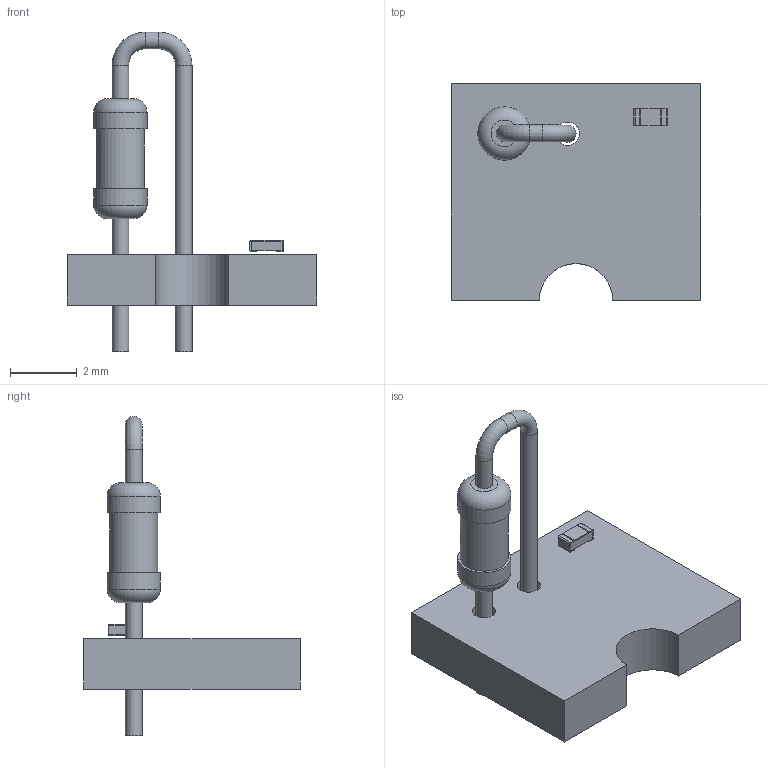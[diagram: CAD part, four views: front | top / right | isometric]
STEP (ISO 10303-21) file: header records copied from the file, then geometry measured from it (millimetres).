
FILE_DESCRIPTION(('KiCad electronic assembly'),'2;1');
FILE_NAME('KiCad electronic assembly','2026-02-16',('Pcbnew'),('Kicad'),'generator','','');
FILE_SCHEMA(('AUTOMOTIVE_DESIGN { 1 0 10303 214 1 1 1 1 }'));
Length unit declared in the file: millimetre
Products named in the file (4): kicadresistor 1; R_Axial_DIN0204_L3.6mm_D1.6mm_P1.90mm_Vertical; R_0402_1005Metric; kicadresistor_PCB
Bounding box: 7.5 x 6.5 x 9.6 mm (x, y, z)
Volume: 79.2 mm3; surface area: 190.8 mm2
Topology: 3 solids, 3 shells, 53 faces, 119 edges, 76 vertices
Faces by surface type: plane 31, cylinder 18, torus 4
Full cylindrical faces by diameter (mm): 0.5 x4, 0.7 x2, 1.44 x1, 1.6 x2
Entity records: 1859 total; most frequent: DIRECTION 275, CARTESIAN_POINT 252, ORIENTED_EDGE 238, EDGE_CURVE 119, AXIS2_PLACEMENT_3D 99, LINE 77, VECTOR 77, VERTEX_POINT 76
